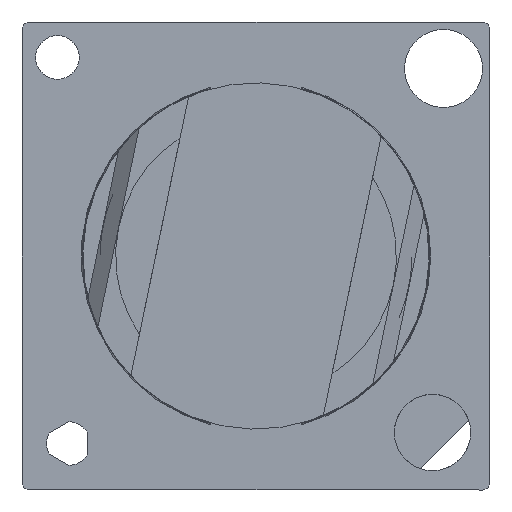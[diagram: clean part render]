
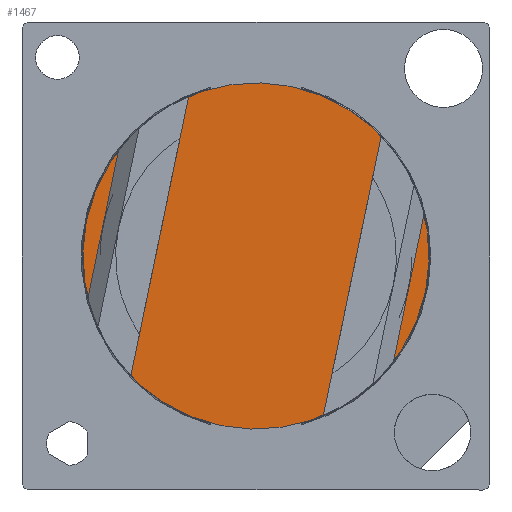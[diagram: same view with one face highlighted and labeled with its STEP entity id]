
A CAD part, front view. The second image highlights one B-rep face of the part: STEP entity #1467.
In plain terms, the highlighted planar face has unit normal (0, -1, 0).
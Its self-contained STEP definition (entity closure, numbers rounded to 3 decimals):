
#1288 = EDGE_CURVE ( 'NONE', #1289, #1290, #8904, .T. ) ;
#1289 = VERTEX_POINT ( 'NONE', #8900 ) ;
#1290 = VERTEX_POINT ( 'NONE', #8899 ) ;
#1406 = VERTEX_POINT ( 'NONE', #9303 ) ;
#1444 = ORIENTED_EDGE ( 'NONE', *, *, #1445, .T. ) ;
#1445 = EDGE_CURVE ( 'NONE', #1472, #1471, #9472, .T. ) ;
#1446 = EDGE_LOOP ( 'NONE', ( #1447, #1448 ) ) ;
#1447 = ORIENTED_EDGE ( 'NONE', *, *, #1458, .T. ) ;
#1448 = ORIENTED_EDGE ( 'NONE', *, *, #1449, .F. ) ;
#1449 = EDGE_CURVE ( 'NONE', #1459, #1406, #9468, .T. ) ;
#1450 = EDGE_LOOP ( 'NONE', ( #1451, #1452 ) ) ;
#1451 = ORIENTED_EDGE ( 'NONE', *, *, #1288, .F. ) ;
#1452 = ORIENTED_EDGE ( 'NONE', *, *, #1453, .F. ) ;
#1453 = EDGE_CURVE ( 'NONE', #1290, #1289, #9463, .T. ) ;
#1458 = EDGE_CURVE ( 'NONE', #1459, #1406, #9491, .T. ) ;
#1459 = VERTEX_POINT ( 'NONE', #9487 ) ;
#1467 = ADVANCED_FACE ( 'NONE', ( #9506, #9556, #9555 ), #9539, .T. ) ;
#1468 = EDGE_LOOP ( 'NONE', ( #1469, #1444 ) ) ;
#1469 = ORIENTED_EDGE ( 'NONE', *, *, #1470, .T. ) ;
#1470 = EDGE_CURVE ( 'NONE', #1471, #1472, #9534, .T. ) ;
#1471 = VERTEX_POINT ( 'NONE', #9529 ) ;
#1472 = VERTEX_POINT ( 'NONE', #9528 ) ;
#8899 = CARTESIAN_POINT ( 'NONE',  ( -89.612, -22.044, 10.869 ) ) ;
#8900 = CARTESIAN_POINT ( 'NONE',  ( -94.113, -22.044, -10.869 ) ) ;
#8901 = DIRECTION ( 'NONE',  ( -0.203, 0., -0.979 ) ) ;
#8902 = DIRECTION ( 'NONE',  ( 0., 1., 0. ) ) ;
#8903 = AXIS2_PLACEMENT_3D ( 'NONE', #8909, #8902, #8901 ) ;
#8904 = CIRCLE ( 'NONE', #8903, 11.1 ) ;
#8909 = CARTESIAN_POINT ( 'NONE',  ( -91.862, -22.044, 0. ) ) ;
#9303 = CARTESIAN_POINT ( 'NONE',  ( -96.728, -22.044, 7.571 ) ) ;
#9459 = DIRECTION ( 'NONE',  ( -0.203, 0., -0.979 ) ) ;
#9460 = DIRECTION ( 'NONE',  ( 0., 1., 0. ) ) ;
#9461 = CARTESIAN_POINT ( 'NONE',  ( -91.862, -22.044, 0. ) ) ;
#9462 = AXIS2_PLACEMENT_3D ( 'NONE', #9461, #9460, #9459 ) ;
#9463 = CIRCLE ( 'NONE', #9462, 11.1 ) ;
#9465 = DIRECTION ( 'NONE',  ( 0.203, 0., 0.979 ) ) ;
#9466 = VECTOR ( 'NONE', #9465, 1000. ) ;
#9467 = CARTESIAN_POINT ( 'NONE',  ( -100.92, -22.044, -12.677 ) ) ;
#9468 = LINE ( 'NONE', #9467, #9466 ) ;
#9469 = DIRECTION ( 'NONE',  ( 0.203, 0., 0.979 ) ) ;
#9470 = VECTOR ( 'NONE', #9469, 1000. ) ;
#9471 = CARTESIAN_POINT ( 'NONE',  ( -88.582, -22.044, -15.231 ) ) ;
#9472 = LINE ( 'NONE', #9471, #9470 ) ;
#9487 = CARTESIAN_POINT ( 'NONE',  ( -99.334, -22.044, -5.017 ) ) ;
#9488 = DIRECTION ( 'NONE',  ( -0.203, 0., -0.979 ) ) ;
#9489 = DIRECTION ( 'NONE',  ( 0., 1., 0. ) ) ;
#9490 = AXIS2_PLACEMENT_3D ( 'NONE', #9496, #9489, #9488 ) ;
#9491 = CIRCLE ( 'NONE', #9490, 9. ) ;
#9496 = CARTESIAN_POINT ( 'NONE',  ( -91.862, -22.044, 0. ) ) ;
#9506 = FACE_BOUND ( 'NONE', #1468, .T. ) ;
#9528 = CARTESIAN_POINT ( 'NONE',  ( -86.996, -22.044, -7.571 ) ) ;
#9529 = CARTESIAN_POINT ( 'NONE',  ( -84.39, -22.044, 5.017 ) ) ;
#9530 = DIRECTION ( 'NONE',  ( -0.203, 0., -0.979 ) ) ;
#9531 = DIRECTION ( 'NONE',  ( 0., 1., 0. ) ) ;
#9532 = CARTESIAN_POINT ( 'NONE',  ( -91.862, -22.044, 0. ) ) ;
#9533 = AXIS2_PLACEMENT_3D ( 'NONE', #9532, #9531, #9530 ) ;
#9534 = CIRCLE ( 'NONE', #9533, 9. ) ;
#9535 = DIRECTION ( 'NONE',  ( 0.203, 0., 0.979 ) ) ;
#9536 = DIRECTION ( 'NONE',  ( 0., -1., 0. ) ) ;
#9537 = CARTESIAN_POINT ( 'NONE',  ( -102.732, -22.044, 2.25 ) ) ;
#9538 = AXIS2_PLACEMENT_3D ( 'NONE', #9537, #9536, #9535 ) ;
#9539 = PLANE ( 'NONE',  #9538 ) ;
#9555 = FACE_OUTER_BOUND ( 'NONE', #1450, .T. ) ;
#9556 = FACE_BOUND ( 'NONE', #1446, .T. ) ;
